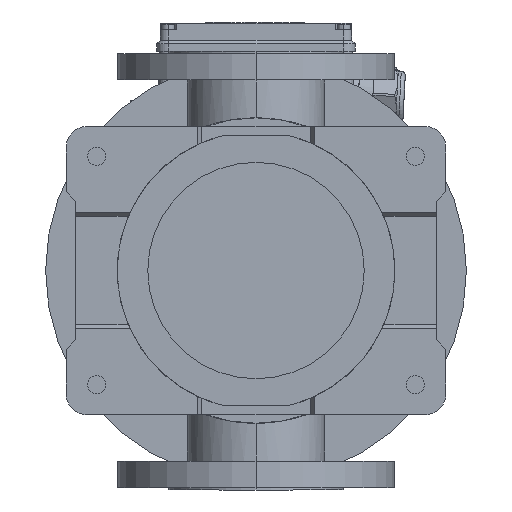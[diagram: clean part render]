
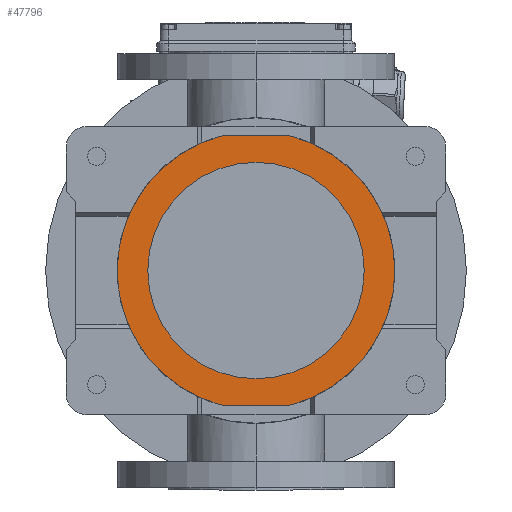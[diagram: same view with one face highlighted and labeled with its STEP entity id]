
A CAD part, front view. The second image highlights one B-rep face of the part: STEP entity #47796.
In plain terms, the highlighted face is planar.
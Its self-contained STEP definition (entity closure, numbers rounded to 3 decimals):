
#1209 = CARTESIAN_POINT ( 'NONE',  ( 0., 0., 45. ) ) ;
#2147 = ORIENTED_EDGE ( 'NONE', *, *, #59517, .T. ) ;
#2850 = DIRECTION ( 'NONE',  ( 0., 0., 1. ) ) ;
#3618 = CARTESIAN_POINT ( 'NONE',  ( 115.5, 0., 45. ) ) ;
#5459 = CARTESIAN_POINT ( 'NONE',  ( -90., 0., 45. ) ) ;
#5507 = EDGE_CURVE ( 'NONE', #25425, #63698, #30286, .T. ) ;
#6050 = CARTESIAN_POINT ( 'NONE',  ( 28.218, 112., 45. ) ) ;
#6724 = VERTEX_POINT ( 'NONE', #6050 ) ;
#9560 = LINE ( 'NONE', #53319, #44467 ) ;
#10896 = CARTESIAN_POINT ( 'NONE',  ( 90., 0., 45. ) ) ;
#11250 = DIRECTION ( 'NONE',  ( 0., 0., 1. ) ) ;
#11395 = EDGE_CURVE ( 'NONE', #35750, #29207, #17900, .T. ) ;
#12049 = DIRECTION ( 'NONE',  ( 0., 0., -1. ) ) ;
#12598 = EDGE_CURVE ( 'NONE', #6724, #59337, #47027, .T. ) ;
#13361 = ORIENTED_EDGE ( 'NONE', *, *, #12598, .T. ) ;
#13844 = CARTESIAN_POINT ( 'NONE',  ( -28.218, 112., 45. ) ) ;
#15037 = DIRECTION ( 'NONE',  ( -1., 0., 0. ) ) ;
#15146 = EDGE_CURVE ( 'NONE', #29207, #35750, #22319, .T. ) ;
#15679 = FACE_OUTER_BOUND ( 'NONE', #35734, .T. ) ;
#17174 = CIRCLE ( 'NONE', #21316, 115.5 ) ;
#17756 = CARTESIAN_POINT ( 'NONE',  ( 0., 0., 45. ) ) ;
#17900 = CIRCLE ( 'NONE', #18940, 90. ) ;
#18940 = AXIS2_PLACEMENT_3D ( 'NONE', #1209, #11250, #39799 ) ;
#20121 = VERTEX_POINT ( 'NONE', #13844 ) ;
#20547 = CARTESIAN_POINT ( 'NONE',  ( -31.04, -112., 45. ) ) ;
#20884 = AXIS2_PLACEMENT_3D ( 'NONE', #45167, #59127, #30283 ) ;
#21316 = AXIS2_PLACEMENT_3D ( 'NONE', #47040, #12049, #31827 ) ;
#22319 = CIRCLE ( 'NONE', #35777, 90. ) ;
#23235 = AXIS2_PLACEMENT_3D ( 'NONE', #60301, #60615, #40222 ) ;
#23965 = ORIENTED_EDGE ( 'NONE', *, *, #55699, .T. ) ;
#24452 = FACE_BOUND ( 'NONE', #38219, .T. ) ;
#25425 = VERTEX_POINT ( 'NONE', #44042 ) ;
#25526 = ORIENTED_EDGE ( 'NONE', *, *, #11395, .T. ) ;
#27113 = ORIENTED_EDGE ( 'NONE', *, *, #61440, .T. ) ;
#29207 = VERTEX_POINT ( 'NONE', #10896 ) ;
#29336 = PLANE ( 'NONE',  #20884 ) ;
#29861 = DIRECTION ( 'NONE',  ( 0., 0., -1. ) ) ;
#30283 = DIRECTION ( 'NONE',  ( -1., 0., 0. ) ) ;
#30286 = LINE ( 'NONE', #20547, #33858 ) ;
#31575 = ORIENTED_EDGE ( 'NONE', *, *, #15146, .T. ) ;
#31827 = DIRECTION ( 'NONE',  ( 1., 0., 0. ) ) ;
#31913 = CIRCLE ( 'NONE', #40187, 115.5 ) ;
#33858 = VECTOR ( 'NONE', #15037, 1000. ) ;
#34838 = DIRECTION ( 'NONE',  ( 1., 0., 0. ) ) ;
#35734 = EDGE_LOOP ( 'NONE', ( #13361, #2147, #55514, #23965, #27113 ) ) ;
#35750 = VERTEX_POINT ( 'NONE', #5459 ) ;
#35777 = AXIS2_PLACEMENT_3D ( 'NONE', #17756, #2850, #41442 ) ;
#38219 = EDGE_LOOP ( 'NONE', ( #25526, #31575 ) ) ;
#39799 = DIRECTION ( 'NONE',  ( -1., 0., 0. ) ) ;
#40187 = AXIS2_PLACEMENT_3D ( 'NONE', #40863, #29861, #55766 ) ;
#40222 = DIRECTION ( 'NONE',  ( 1., 0., 0. ) ) ;
#40863 = CARTESIAN_POINT ( 'NONE',  ( 0., 0., 45. ) ) ;
#41442 = DIRECTION ( 'NONE',  ( -1., 0., 0. ) ) ;
#44042 = CARTESIAN_POINT ( 'NONE',  ( 28.218, -112., 45. ) ) ;
#44467 = VECTOR ( 'NONE', #34838, 1000. ) ;
#45167 = CARTESIAN_POINT ( 'NONE',  ( 127.05, -123.2, 45. ) ) ;
#47027 = CIRCLE ( 'NONE', #23235, 115.5 ) ;
#47040 = CARTESIAN_POINT ( 'NONE',  ( 0., 0., 45. ) ) ;
#47796 = ADVANCED_FACE ( 'NONE', ( #24452, #15679 ), #29336, .T. ) ;
#50381 = CARTESIAN_POINT ( 'NONE',  ( -28.218, -112., 45. ) ) ;
#53319 = CARTESIAN_POINT ( 'NONE',  ( -31.04, 112., 45. ) ) ;
#55514 = ORIENTED_EDGE ( 'NONE', *, *, #5507, .T. ) ;
#55699 = EDGE_CURVE ( 'NONE', #63698, #20121, #17174, .T. ) ;
#55766 = DIRECTION ( 'NONE',  ( 1., 0., 0. ) ) ;
#59127 = DIRECTION ( 'NONE',  ( 0., 0., -1. ) ) ;
#59337 = VERTEX_POINT ( 'NONE', #3618 ) ;
#59517 = EDGE_CURVE ( 'NONE', #59337, #25425, #31913, .T. ) ;
#60301 = CARTESIAN_POINT ( 'NONE',  ( 0., 0., 45. ) ) ;
#60615 = DIRECTION ( 'NONE',  ( 0., 0., -1. ) ) ;
#61440 = EDGE_CURVE ( 'NONE', #20121, #6724, #9560, .T. ) ;
#63698 = VERTEX_POINT ( 'NONE', #50381 ) ;
